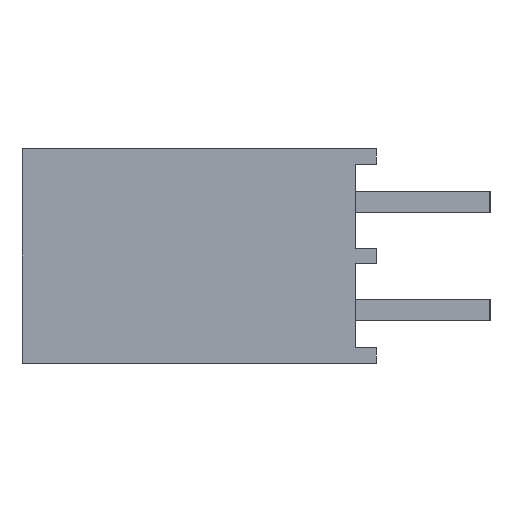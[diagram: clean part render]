
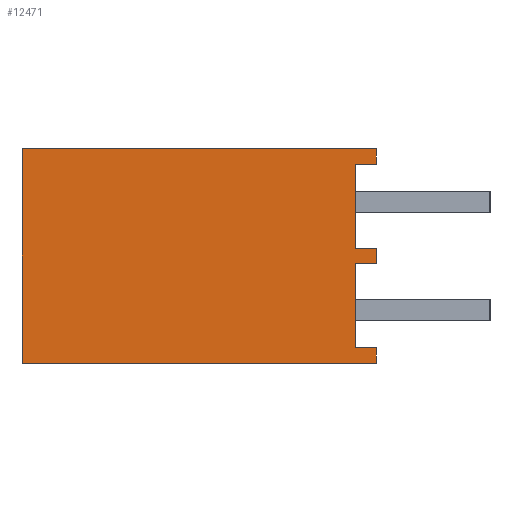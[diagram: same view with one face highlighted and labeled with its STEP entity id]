
A CAD part, left-side view. The second image highlights one B-rep face of the part: STEP entity #12471.
In plain terms, the highlighted planar face has unit normal (-1, 0, 0).
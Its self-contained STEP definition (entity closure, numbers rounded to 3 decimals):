
#36 = EDGE_CURVE ( 'NONE', #3767, #8658, #11992, .T. ) ;
#211 = ORIENTED_EDGE ( 'NONE', *, *, #3131, .T. ) ;
#647 = ORIENTED_EDGE ( 'NONE', *, *, #36, .T. ) ;
#845 = CARTESIAN_POINT ( 'NONE',  ( 1.27, 8.4, 2.54 ) ) ;
#925 = ORIENTED_EDGE ( 'NONE', *, *, #1287, .T. ) ;
#1050 = LINE ( 'NONE', #11847, #10329 ) ;
#1124 = EDGE_CURVE ( 'NONE', #8658, #11732, #7750, .T. ) ;
#1168 = LINE ( 'NONE', #3486, #3903 ) ;
#1200 = ORIENTED_EDGE ( 'NONE', *, *, #2240, .T. ) ;
#1238 = DIRECTION ( 'NONE',  ( 0., -1., 0. ) ) ;
#1287 = EDGE_CURVE ( 'NONE', #10361, #12766, #3584, .T. ) ;
#1416 = CARTESIAN_POINT ( 'NONE',  ( 1.27, 0.5, 0.18 ) ) ;
#1618 = DIRECTION ( 'NONE',  ( 0., -1., 0. ) ) ;
#1677 = DIRECTION ( 'NONE',  ( 0., 1., 0. ) ) ;
#1965 = VECTOR ( 'NONE', #11635, 1000. ) ;
#1997 = CARTESIAN_POINT ( 'NONE',  ( 1.27, 0., -2.54 ) ) ;
#2186 = EDGE_CURVE ( 'NONE', #11732, #6346, #11703, .T. ) ;
#2240 = EDGE_CURVE ( 'NONE', #12766, #13547, #12835, .T. ) ;
#2420 = AXIS2_PLACEMENT_3D ( 'NONE', #5392, #4114, #7501 ) ;
#2815 = DIRECTION ( 'NONE',  ( 0., 0., 1. ) ) ;
#2830 = VECTOR ( 'NONE', #2815, 1000. ) ;
#2983 = ORIENTED_EDGE ( 'NONE', *, *, #12850, .F. ) ;
#2999 = ORIENTED_EDGE ( 'NONE', *, *, #7002, .F. ) ;
#3004 = DIRECTION ( 'NONE',  ( 0., 0., -1. ) ) ;
#3070 = ORIENTED_EDGE ( 'NONE', *, *, #2186, .T. ) ;
#3131 = EDGE_CURVE ( 'NONE', #12859, #5046, #11496, .T. ) ;
#3486 = CARTESIAN_POINT ( 'NONE',  ( 1.27, 0., 2.18 ) ) ;
#3584 = LINE ( 'NONE', #13537, #2830 ) ;
#3767 = VERTEX_POINT ( 'NONE', #13293 ) ;
#3790 = CARTESIAN_POINT ( 'NONE',  ( 1.27, -3.9, -2.54 ) ) ;
#3800 = CARTESIAN_POINT ( 'NONE',  ( 1.27, 8.4, -2.54 ) ) ;
#3903 = VECTOR ( 'NONE', #1238, 1000. ) ;
#4024 = CARTESIAN_POINT ( 'NONE',  ( 1.27, 0., 0.18 ) ) ;
#4085 = VECTOR ( 'NONE', #12282, 1000. ) ;
#4114 = DIRECTION ( 'NONE',  ( 1., 0., 0. ) ) ;
#4177 = CARTESIAN_POINT ( 'NONE',  ( 1.27, 8.4, 2.54 ) ) ;
#4423 = ORIENTED_EDGE ( 'NONE', *, *, #1124, .T. ) ;
#4506 = CARTESIAN_POINT ( 'NONE',  ( 1.27, 0., 0. ) ) ;
#5042 = ORIENTED_EDGE ( 'NONE', *, *, #5601, .F. ) ;
#5046 = VERTEX_POINT ( 'NONE', #4177 ) ;
#5179 = VERTEX_POINT ( 'NONE', #13635 ) ;
#5358 = CARTESIAN_POINT ( 'NONE',  ( 1.27, 0., -2.18 ) ) ;
#5382 = ORIENTED_EDGE ( 'NONE', *, *, #9190, .T. ) ;
#5392 = CARTESIAN_POINT ( 'NONE',  ( 1.27, -3.9, -7.46 ) ) ;
#5601 = EDGE_CURVE ( 'NONE', #10661, #6346, #12477, .T. ) ;
#5745 = CARTESIAN_POINT ( 'NONE',  ( 1.27, 0., 0.18 ) ) ;
#5804 = VECTOR ( 'NONE', #12761, 1000. ) ;
#5868 = CARTESIAN_POINT ( 'NONE',  ( 1.27, 0., -0.18 ) ) ;
#6187 = EDGE_CURVE ( 'NONE', #3767, #13547, #9237, .T. ) ;
#6346 = VERTEX_POINT ( 'NONE', #1416 ) ;
#6780 = VECTOR ( 'NONE', #1677, 1000. ) ;
#7002 = EDGE_CURVE ( 'NONE', #10361, #12931, #7244, .T. ) ;
#7244 = LINE ( 'NONE', #3790, #6780 ) ;
#7430 = PLANE ( 'NONE',  #2420 ) ;
#7501 = DIRECTION ( 'NONE',  ( 0., 0., -1. ) ) ;
#7635 = EDGE_CURVE ( 'NONE', #12931, #5046, #8042, .T. ) ;
#7750 = LINE ( 'NONE', #4506, #9375 ) ;
#7973 = CARTESIAN_POINT ( 'NONE',  ( 1.27, 8.4, 0. ) ) ;
#8042 = LINE ( 'NONE', #7973, #4085 ) ;
#8171 = CARTESIAN_POINT ( 'NONE',  ( 1.27, 0.5, -7.46 ) ) ;
#8420 = CARTESIAN_POINT ( 'NONE',  ( 1.27, 0.5, -2.18 ) ) ;
#8598 = CARTESIAN_POINT ( 'NONE',  ( 1.27, 0., 2.54 ) ) ;
#8658 = VERTEX_POINT ( 'NONE', #5868 ) ;
#9190 = EDGE_CURVE ( 'NONE', #10661, #5179, #1168, .T. ) ;
#9237 = LINE ( 'NONE', #8171, #12857 ) ;
#9330 = EDGE_LOOP ( 'NONE', ( #11164, #2999, #925, #1200, #12716, #647, #4423, #3070, #5042, #5382, #2983, #211 ) ) ;
#9375 = VECTOR ( 'NONE', #11846, 1000. ) ;
#9674 = DIRECTION ( 'NONE',  ( 0., 0., -1. ) ) ;
#10299 = DIRECTION ( 'NONE',  ( 0., 0., -1. ) ) ;
#10329 = VECTOR ( 'NONE', #9674, 1000. ) ;
#10361 = VERTEX_POINT ( 'NONE', #1997 ) ;
#10449 = DIRECTION ( 'NONE',  ( 0., 1., 0. ) ) ;
#10661 = VERTEX_POINT ( 'NONE', #11704 ) ;
#11164 = ORIENTED_EDGE ( 'NONE', *, *, #7635, .F. ) ;
#11489 = CARTESIAN_POINT ( 'NONE',  ( 1.27, 0.5, -7.46 ) ) ;
#11496 = LINE ( 'NONE', #845, #12117 ) ;
#11513 = VECTOR ( 'NONE', #3004, 1000. ) ;
#11635 = DIRECTION ( 'NONE',  ( 0., 1., 0. ) ) ;
#11703 = LINE ( 'NONE', #4024, #5804 ) ;
#11704 = CARTESIAN_POINT ( 'NONE',  ( 1.27, 0.5, 2.18 ) ) ;
#11732 = VERTEX_POINT ( 'NONE', #5745 ) ;
#11776 = CARTESIAN_POINT ( 'NONE',  ( 1.27, 0., -2.18 ) ) ;
#11846 = DIRECTION ( 'NONE',  ( 0., 0., 1. ) ) ;
#11847 = CARTESIAN_POINT ( 'NONE',  ( 1.27, 0., -7.46 ) ) ;
#11992 = LINE ( 'NONE', #13402, #12730 ) ;
#12117 = VECTOR ( 'NONE', #10449, 1000. ) ;
#12282 = DIRECTION ( 'NONE',  ( 0., 0., 1. ) ) ;
#12471 = ADVANCED_FACE ( 'NONE', ( #12869 ), #7430, .F. ) ;
#12477 = LINE ( 'NONE', #11489, #11513 ) ;
#12716 = ORIENTED_EDGE ( 'NONE', *, *, #6187, .F. ) ;
#12730 = VECTOR ( 'NONE', #1618, 1000. ) ;
#12761 = DIRECTION ( 'NONE',  ( 0., 1., 0. ) ) ;
#12766 = VERTEX_POINT ( 'NONE', #5358 ) ;
#12835 = LINE ( 'NONE', #11776, #1965 ) ;
#12850 = EDGE_CURVE ( 'NONE', #12859, #5179, #1050, .T. ) ;
#12857 = VECTOR ( 'NONE', #10299, 1000. ) ;
#12859 = VERTEX_POINT ( 'NONE', #8598 ) ;
#12869 = FACE_OUTER_BOUND ( 'NONE', #9330, .T. ) ;
#12931 = VERTEX_POINT ( 'NONE', #3800 ) ;
#13293 = CARTESIAN_POINT ( 'NONE',  ( 1.27, 0.5, -0.18 ) ) ;
#13402 = CARTESIAN_POINT ( 'NONE',  ( 1.27, 0., -0.18 ) ) ;
#13537 = CARTESIAN_POINT ( 'NONE',  ( 1.27, 0., 0. ) ) ;
#13547 = VERTEX_POINT ( 'NONE', #8420 ) ;
#13635 = CARTESIAN_POINT ( 'NONE',  ( 1.27, 0., 2.18 ) ) ;
